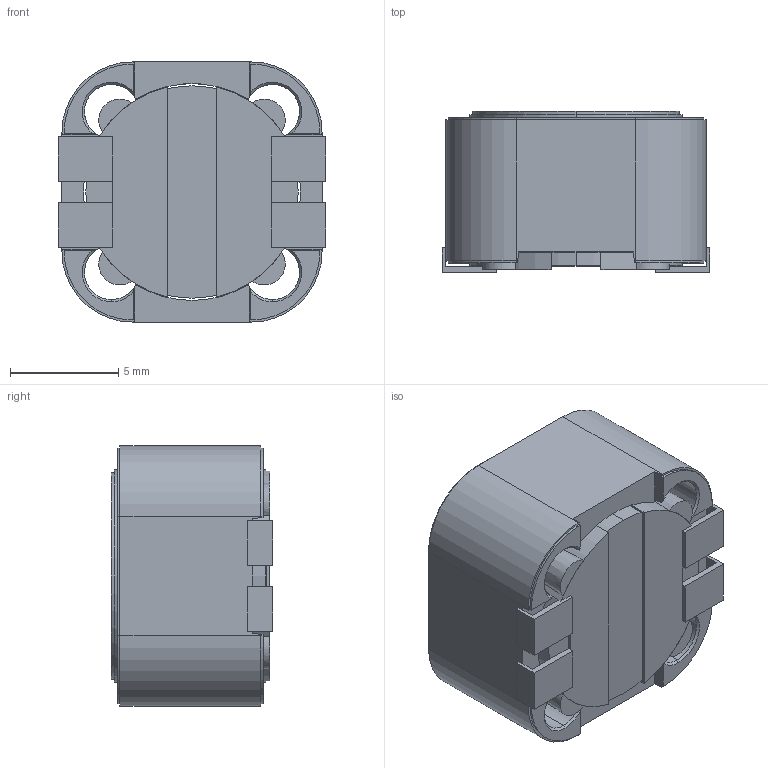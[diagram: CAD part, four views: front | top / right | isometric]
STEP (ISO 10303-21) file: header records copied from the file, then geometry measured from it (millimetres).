
FILE_DESCRIPTION (( 'STEP AP214' ), '1' );
FILE_NAME ('03E47883-D761-45BA-A31B-8BEBCA31A1CF.STEP', '2022-07-05T04:04:12', ( '' ), ( '' ), 'SwSTEP 2.0', 'SolidWorks 2022', '' );
FILE_SCHEMA (( 'AUTOMOTIVE_DESIGN' ));
Length unit declared in the file: millimetre
Products named in the file (1): 03E47883-D761-45BA-A31B-8BEBCA31A1CF
Bounding box: 12.34 x 7.45 x 12 mm (x, y, z)
Volume: 837.4 mm3; surface area: 1242.8 mm2
Topology: 8 solids, 8 shells, 161 faces, 500 edges, 362 vertices
Faces by surface type: plane 99, cylinder 35, cone 27
Entity records: 6333 total; most frequent: CARTESIAN_POINT 1360, ORIENTED_EDGE 1000, DIRECTION 878, EDGE_CURVE 500, VERTEX_POINT 362, LINE 318, VECTOR 318, AXIS2_PLACEMENT_3D 280
